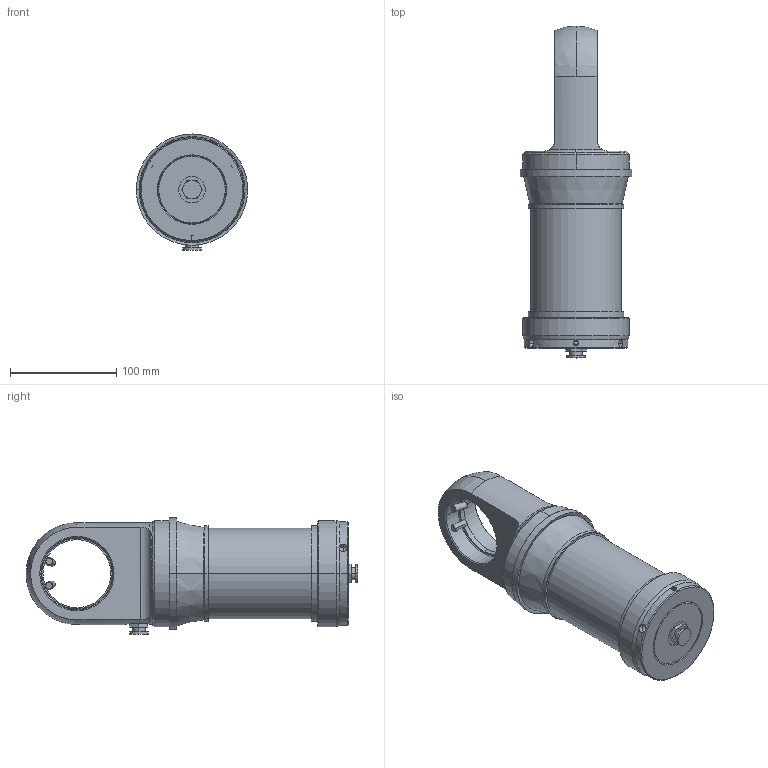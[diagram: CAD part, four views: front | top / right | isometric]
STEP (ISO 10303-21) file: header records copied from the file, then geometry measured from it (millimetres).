
FILE_DESCRIPTION (( 'STEP AP203' ), '1' );
FILE_NAME ('3-134056_CARDANAS_SUB_SW0002_1.stp_Default_sldprt.STEP', '2024-04-16T11:01:56', ( '' ), ( '' ), 'SwSTEP 2.0', 'SolidWorks 2023', '' );
FILE_SCHEMA (( 'CONFIG_CONTROL_DESIGN' ));
Length unit declared in the file: millimetre
Products named in the file (1): 3-134056_CARDANAS_SUB_SW0002_1.stp_Default_sldprt
Bounding box: 105 x 313 x 109.5 mm (x, y, z)
Volume: 1465291.1 mm3; surface area: 110020.8 mm2
Topology: 3 solids, 5 shells, 194 faces, 446 edges, 268 vertices
Faces by surface type: cylinder 63, plane 55, cone 42, torus 32, sphere 2
Entity records: 6243 total; most frequent: CARTESIAN_POINT 1758, DIRECTION 994, ORIENTED_EDGE 874, EDGE_CURVE 437, AXIS2_PLACEMENT_3D 415, VERTEX_POINT 267, CIRCLE 220, EDGE_LOOP 210
